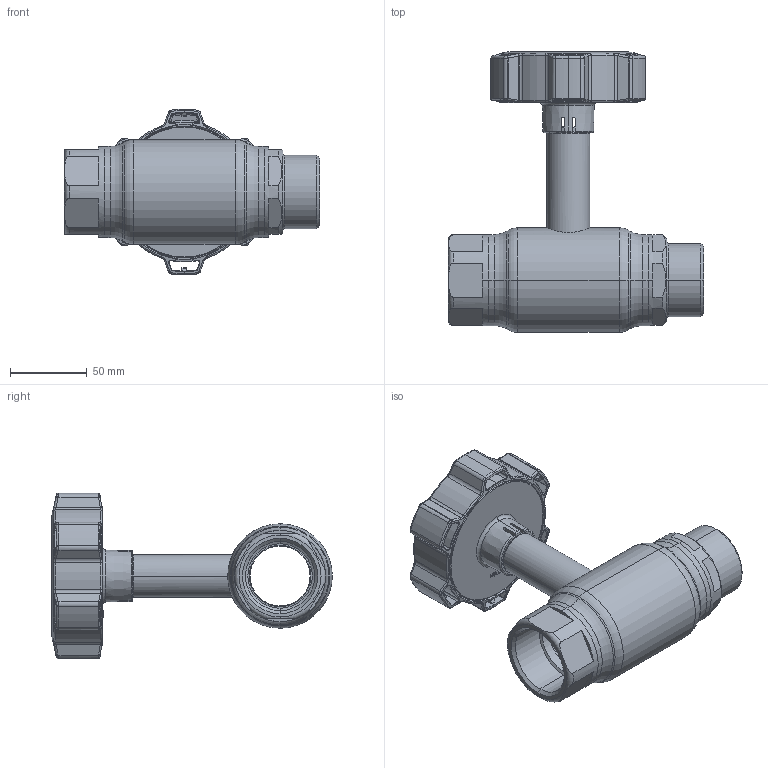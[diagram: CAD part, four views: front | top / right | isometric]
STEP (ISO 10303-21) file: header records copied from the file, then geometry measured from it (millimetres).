
FILE_DESCRIPTION (( 'STEP AP214' ), '1' );
FILE_NAME ('1040002401-1200.step', '2024-01-16T11:12:43', ( '' ), ( '' ), 'SwSTEP 2.0', 'SolidWorks 2021', '' );
FILE_SCHEMA (( 'AUTOMOTIVE_DESIGN' ));
Length unit declared in the file: millimetre
Products named in the file (1): 1040002401-1200
Bounding box: 166 x 182.65 x 107.98 mm (x, y, z)
Surface area: 95269.6 mm2 (no closed solid volume)
Topology: 0 solids, 10 shells, 526 faces, 1522 edges, 976 vertices
Faces by surface type: bspline 152, plane 130, cylinder 116, torus 73, cone 49, sphere 6
Entity records: 31177 total; most frequent: CARTESIAN_POINT 13020, ORIENTED_EDGE 2702, DIRECTION 2223, EDGE_CURVE 1522, VERTEX_POINT 976, AXIS2_PLACEMENT_3D 867, EDGE_LOOP 556, UNCERTAINTY_MEASURE_WITH_UNIT 528
